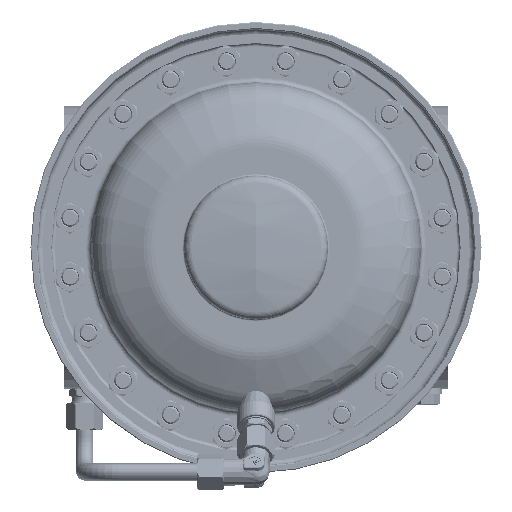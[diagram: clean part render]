
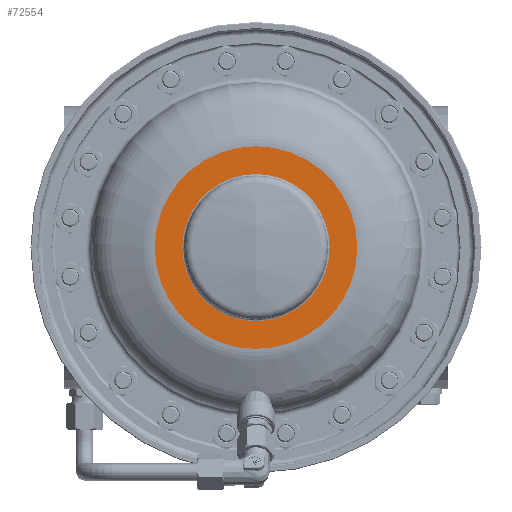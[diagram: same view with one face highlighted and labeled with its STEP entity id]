
A CAD part, front view. The second image highlights one B-rep face of the part: STEP entity #72554.
In plain terms, the highlighted planar face has unit normal (0, -1, 0).
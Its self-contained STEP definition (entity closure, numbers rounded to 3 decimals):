
#70964=CARTESIAN_POINT('',(0.,10.,0.));
#70965=DIRECTION('',(0.,-1.,0.));
#70966=DIRECTION('',(1.,0.,0.));
#70967=AXIS2_PLACEMENT_3D('',#70964,#70965,#70966);
#70969=CARTESIAN_POINT('',(0.,10.,0.));
#70970=DIRECTION('',(0.,-1.,0.));
#70971=DIRECTION('',(-1.,0.,0.));
#70972=AXIS2_PLACEMENT_3D('',#70969,#70970,#70971);
#70974=CARTESIAN_POINT('',(0.,10.,0.));
#70975=DIRECTION('',(0.,-1.,0.));
#70976=DIRECTION('',(1.,0.,0.));
#70977=AXIS2_PLACEMENT_3D('',#70974,#70975,#70976);
#70989=CARTESIAN_POINT('',(0.,10.,0.));
#70990=DIRECTION('',(0.,1.,0.));
#70991=DIRECTION('',(1.,0.,0.));
#70992=AXIS2_PLACEMENT_3D('',#70989,#70990,#70991);
#72187=CARTESIAN_POINT('',(59.161,10.,0.));
#72188=VERTEX_POINT('',#72187);
#72203=CARTESIAN_POINT('',(-59.161,10.,0.));
#72205=VERTEX_POINT('',#72203);
#72267=CARTESIAN_POINT('',(43.,10.,0.));
#72268=CARTESIAN_POINT('',(-43.,10.,0.));
#72269=VERTEX_POINT('',#72267);
#72270=VERTEX_POINT('',#72268);
#72538=CARTESIAN_POINT('',(0.,10.,0.));
#72539=DIRECTION('',(0.,-1.,0.));
#72540=DIRECTION('',(-1.,0.,0.));
#72541=AXIS2_PLACEMENT_3D('',#72538,#72539,#72540);
#72542=PLANE('',#72541);
#72544=ORIENTED_EDGE('',*,*,#72543,.F.);
#72546=ORIENTED_EDGE('',*,*,#72545,.T.);
#72547=EDGE_LOOP('',(#72544,#72546));
#72548=FACE_OUTER_BOUND('',#72547,.F.);
#72549=ORIENTED_EDGE('',*,*,#72528,.T.);
#72551=ORIENTED_EDGE('',*,*,#72550,.T.);
#72552=EDGE_LOOP('',(#72549,#72551));
#72553=FACE_BOUND('',#72552,.F.);
#70968=CIRCLE('',#70967,43.);
#70973=CIRCLE('',#70972,43.);
#70978=CIRCLE('',#70977,59.161);
#70993=CIRCLE('',#70992,59.161);
#72528=EDGE_CURVE('',#72269,#72270,#70968,.T.);
#72543=EDGE_CURVE('',#72188,#72205,#70978,.T.);
#72545=EDGE_CURVE('',#72188,#72205,#70993,.T.);
#72550=EDGE_CURVE('',#72270,#72269,#70973,.T.);
#72554=ADVANCED_FACE('',(#72548,#72553),#72542,.T.);
